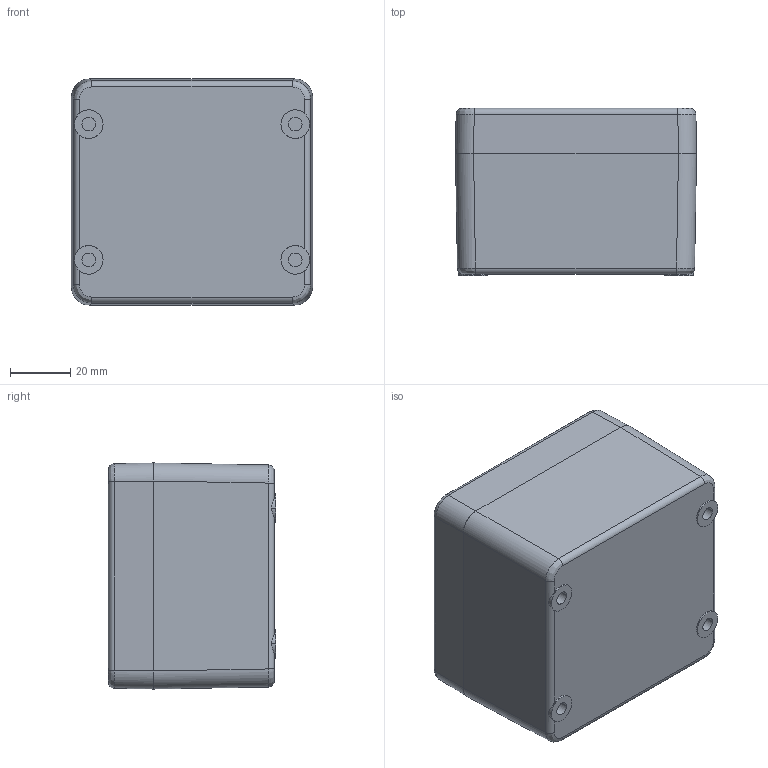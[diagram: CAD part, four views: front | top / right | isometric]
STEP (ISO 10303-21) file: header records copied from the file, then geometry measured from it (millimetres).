
FILE_DESCRIPTION((''),'2;1');
FILE_NAME('CP-140_ASM','2010-07-09T',('K.Herdt'),(''),'PRO/ENGINEER BY PARAMETRIC TECHNOLOGY CORPORATION, 2005070','PRO/ENGINEER BY PARAMETRIC TECHNOLOGY CORPORATION, 2005070','');
FILE_SCHEMA(('AUTOMOTIVE_DESIGN_CC2 { 1 2 10303 214 -1 1 5 2 }'));
Length unit declared in the file: millimetre
Products named in the file (4): CP-140_UNTERTEIL; CP-140_CP-145_DECKEL; 9261014000; CP-140_ASM
Assembly tree (6 placements, depth 2):
  CP-140_ASM
    CP-140_UNTERTEIL
    CP-140_CP-145_DECKEL
    9261014000  x4
Bounding box: 80 x 55.5 x 75 mm (x, y, z)
Volume: 123798.9 mm3; surface area: 63647.6 mm2
Topology: 6 solids, 16 shells, 525 faces, 1358 edges, 858 vertices
Faces by surface type: plane 209, cylinder 192, cone 88, torus 20, bspline 16
Entity records: 14615 total; most frequent: CARTESIAN_POINT 2869, DIRECTION 1938, ORIENTED_EDGE 1786, PRESENTATION_STYLE_ASSIGNMENT 916, STYLED_ITEM 916, CURVE_STYLE 906, EDGE_CURVE 906, AXIS2_PLACEMENT_3D 754
